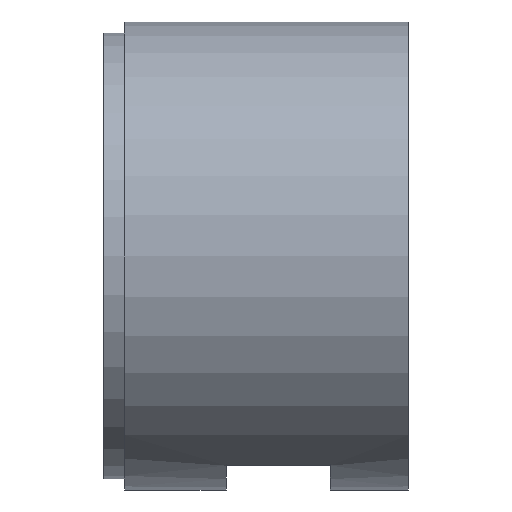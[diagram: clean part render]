
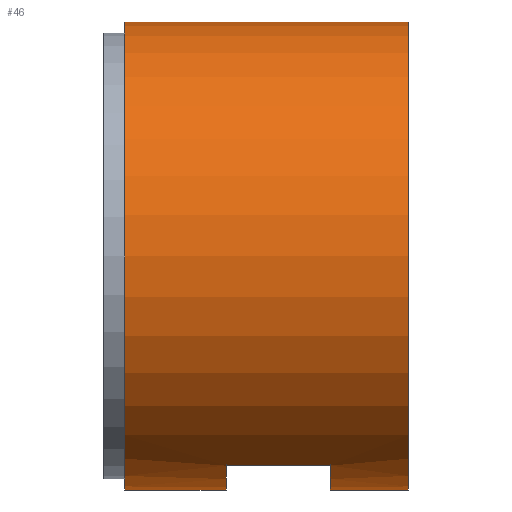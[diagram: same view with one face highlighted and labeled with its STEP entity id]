
A CAD part, left-side view. The second image highlights one B-rep face of the part: STEP entity #46.
In plain terms, the highlighted cylindrical face has radius 1800 mm (diameter 3600 mm), a partial arc.
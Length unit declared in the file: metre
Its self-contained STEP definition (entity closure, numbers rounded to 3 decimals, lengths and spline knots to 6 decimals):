
#25 = EDGE_CURVE ( 'NONE', #105, #70, #507, .T. ) ;
#26 = VERTEX_POINT ( 'NONE', #512 ) ;
#36 = EDGE_CURVE ( 'NONE', #89, #26, #630, .T. ) ;
#40 = EDGE_LOOP ( 'NONE', ( #1768, #1698, #1563, #1339, #1725, #1648, #41, #1753 ) ) ;
#41 = ORIENTED_EDGE ( 'NONE', *, *, #294, .T. ) ;
#46 = ADVANCED_FACE ( 'NONE', ( #692 ), #693, .T. ) ;
#70 = VERTEX_POINT ( 'NONE', #981 ) ;
#89 = VERTEX_POINT ( 'NONE', #1144 ) ;
#105 = VERTEX_POINT ( 'NONE', #1246 ) ;
#137 = EDGE_CURVE ( 'NONE', #26, #1202, #1352, .T. ) ;
#150 = EDGE_CURVE ( 'NONE', #70, #1413, #1406, .T. ) ;
#160 = EDGE_CURVE ( 'NONE', #575, #259, #1474, .T. ) ;
#259 = VERTEX_POINT ( 'NONE', #638 ) ;
#294 = EDGE_CURVE ( 'NONE', #259, #1202, #734, .T. ) ;
#507 = LINE ( 'NONE', #508, #509 ) ;
#508 = CARTESIAN_POINT ( 'NONE',  ( 0., -0.030499, -1.8 ) ) ;
#509 = VECTOR ( 'NONE', #510, 1. ) ;
#510 = DIRECTION ( 'NONE',  ( 0., -1., 0. ) ) ;
#512 = CARTESIAN_POINT ( 'NONE',  ( 0., 0., 1.8 ) ) ;
#575 = VERTEX_POINT ( 'NONE', #917 ) ;
#630 = LINE ( 'NONE', #634, #635 ) ;
#634 = CARTESIAN_POINT ( 'NONE',  ( 0., -0.030499, 1.8 ) ) ;
#635 = VECTOR ( 'NONE', #636, 1. ) ;
#636 = DIRECTION ( 'NONE',  ( 0., -1., 0. ) ) ;
#638 = CARTESIAN_POINT ( 'NONE',  ( 0., 0.6, -1.8 ) ) ;
#692 = FACE_OUTER_BOUND ( 'NONE', #40, .T. ) ;
#693 = CYLINDRICAL_SURFACE ( 'NONE', #694, 1.8 ) ;
#694 = AXIS2_PLACEMENT_3D ( 'NONE', #695, #696, #697 ) ;
#695 = CARTESIAN_POINT ( 'NONE',  ( 0., -0.030499, 0. ) ) ;
#696 = DIRECTION ( 'NONE',  ( 0., -1., 0. ) ) ;
#697 = DIRECTION ( 'NONE',  ( 0., 0., -1. ) ) ;
#734 = LINE ( 'NONE', #735, #736 ) ;
#735 = CARTESIAN_POINT ( 'NONE',  ( 0., -0.030499, -1.8 ) ) ;
#736 = VECTOR ( 'NONE', #742, 1. ) ;
#742 = DIRECTION ( 'NONE',  ( 0., -1., 0. ) ) ;
#840 = LINE ( 'NONE', #841, #842 ) ;
#841 = CARTESIAN_POINT ( 'NONE',  ( -0.8, -0.030499, -1.612452 ) ) ;
#842 = VECTOR ( 'NONE', #843, 1. ) ;
#843 = DIRECTION ( 'NONE',  ( 0., -1., 0. ) ) ;
#849 = CIRCLE ( 'NONE', #850, 1.8 ) ;
#850 = AXIS2_PLACEMENT_3D ( 'NONE', #853, #854, #855 ) ;
#853 = CARTESIAN_POINT ( 'NONE',  ( 0., 2.18, 0. ) ) ;
#854 = DIRECTION ( 'NONE',  ( 0., -1., 0. ) ) ;
#855 = DIRECTION ( 'NONE',  ( 0., 0., -1. ) ) ;
#917 = CARTESIAN_POINT ( 'NONE',  ( -0.8, 0.6, -1.612452 ) ) ;
#981 = CARTESIAN_POINT ( 'NONE',  ( 0., 1.4, -1.8 ) ) ;
#1144 = CARTESIAN_POINT ( 'NONE',  ( 0., 2.18, 1.8 ) ) ;
#1202 = VERTEX_POINT ( 'NONE', #1258 ) ;
#1246 = CARTESIAN_POINT ( 'NONE',  ( 0., 2.18, -1.8 ) ) ;
#1258 = CARTESIAN_POINT ( 'NONE',  ( 0., 0., -1.8 ) ) ;
#1339 = ORIENTED_EDGE ( 'NONE', *, *, #150, .T. ) ;
#1346 = CARTESIAN_POINT ( 'NONE',  ( -0.8, 1.4, -1.612452 ) ) ;
#1352 = CIRCLE ( 'NONE', #1353, 1.8 ) ;
#1353 = AXIS2_PLACEMENT_3D ( 'NONE', #1354, #1355, #1356 ) ;
#1354 = CARTESIAN_POINT ( 'NONE',  ( 0., 0., 0. ) ) ;
#1355 = DIRECTION ( 'NONE',  ( 0., -1., 0. ) ) ;
#1356 = DIRECTION ( 'NONE',  ( 0., 0., -1. ) ) ;
#1406 = CIRCLE ( 'NONE', #1407, 1.8 ) ;
#1407 = AXIS2_PLACEMENT_3D ( 'NONE', #1408, #1409, #1410 ) ;
#1408 = CARTESIAN_POINT ( 'NONE',  ( 0., 1.4, 0. ) ) ;
#1409 = DIRECTION ( 'NONE',  ( 0., 1., 0. ) ) ;
#1410 = DIRECTION ( 'NONE',  ( -1., 0., 0. ) ) ;
#1413 = VERTEX_POINT ( 'NONE', #1346 ) ;
#1474 = CIRCLE ( 'NONE', #1475, 1.8 ) ;
#1475 = AXIS2_PLACEMENT_3D ( 'NONE', #1476, #1477, #1478 ) ;
#1476 = CARTESIAN_POINT ( 'NONE',  ( 0., 0.6, 0. ) ) ;
#1477 = DIRECTION ( 'NONE',  ( 0., -1., 0. ) ) ;
#1478 = DIRECTION ( 'NONE',  ( 0., 0., -1. ) ) ;
#1563 = ORIENTED_EDGE ( 'NONE', *, *, #25, .T. ) ;
#1648 = ORIENTED_EDGE ( 'NONE', *, *, #160, .T. ) ;
#1698 = ORIENTED_EDGE ( 'NONE', *, *, #1726, .T. ) ;
#1722 = EDGE_CURVE ( 'NONE', #1413, #575, #840, .T. ) ;
#1725 = ORIENTED_EDGE ( 'NONE', *, *, #1722, .T. ) ;
#1726 = EDGE_CURVE ( 'NONE', #89, #105, #849, .T. ) ;
#1753 = ORIENTED_EDGE ( 'NONE', *, *, #137, .F. ) ;
#1768 = ORIENTED_EDGE ( 'NONE', *, *, #36, .F. ) ;
